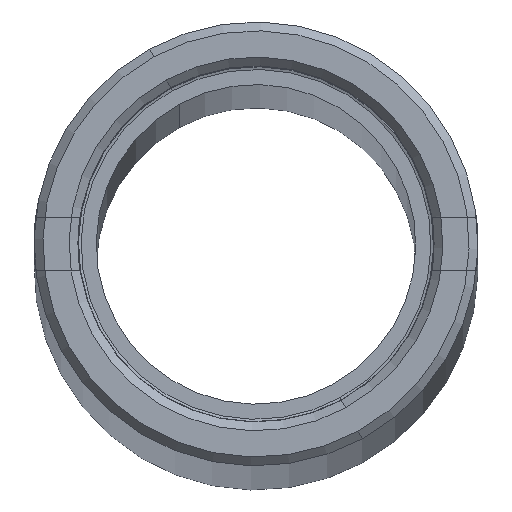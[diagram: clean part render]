
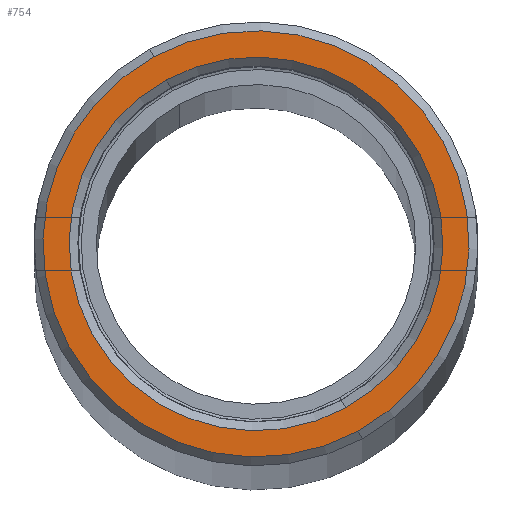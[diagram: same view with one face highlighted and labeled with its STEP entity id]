
A CAD part, top view. The second image highlights one B-rep face of the part: STEP entity #754.
In plain terms, the highlighted planar face has unit normal (0, 0, 1).
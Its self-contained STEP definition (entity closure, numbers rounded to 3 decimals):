
#63=CARTESIAN_POINT('Vertex',(11.506,-21.062,1809.5)) ;
#66=CARTESIAN_POINT('Axis2P3D Location',(0.,0.,1809.5)) ;
#70=CARTESIAN_POINT('Vertex',(-11.506,21.062,1809.5)) ;
#92=CARTESIAN_POINT('Axis2P3D Location',(0.,0.,1809.5)) ;
#118=CARTESIAN_POINT('Vertex',(10.092,-18.473,1809.5)) ;
#134=CARTESIAN_POINT('Vertex',(-10.092,18.473,1809.5)) ;
#137=CARTESIAN_POINT('Axis2P3D Location',(0.,0.,1809.5)) ;
#154=CARTESIAN_POINT('Axis2P3D Location',(0.,0.,1809.5)) ;
#741=CARTESIAN_POINT('Axis2P3D Location',(0.,24.,1809.5)) ;
#67=DIRECTION('Axis2P3D Direction',(0.,0.,-1.)) ;
#93=DIRECTION('Axis2P3D Direction',(0.,0.,-1.)) ;
#138=DIRECTION('Axis2P3D Direction',(0.,0.,1.)) ;
#155=DIRECTION('Axis2P3D Direction',(0.,0.,1.)) ;
#742=DIRECTION('Axis2P3D Direction',(0.,0.,1.)) ;
#743=DIRECTION('Axis2P3D XDirection',(1.,0.,0.)) ;
#68=AXIS2_PLACEMENT_3D('Circle Axis2P3D',#66,#67,$) ;
#94=AXIS2_PLACEMENT_3D('Circle Axis2P3D',#92,#93,$) ;
#139=AXIS2_PLACEMENT_3D('Circle Axis2P3D',#137,#138,$) ;
#156=AXIS2_PLACEMENT_3D('Circle Axis2P3D',#154,#155,$) ;
#744=AXIS2_PLACEMENT_3D('Plane Axis2P3D',#741,#742,#743) ;
#747=ORIENTED_EDGE('',*,*,#96,.T.) ;
#748=ORIENTED_EDGE('',*,*,#72,.T.) ;
#751=ORIENTED_EDGE('',*,*,#141,.F.) ;
#752=ORIENTED_EDGE('',*,*,#158,.F.) ;
#753=FACE_BOUND('',#750,.T.) ;
#754=ADVANCED_FACE('PartBody',(#749,#753),#745,.T.) ;
#69=CIRCLE('generated circle',#68,24.) ;
#95=CIRCLE('generated circle',#94,24.) ;
#140=CIRCLE('generated circle',#139,21.05) ;
#157=CIRCLE('generated circle',#156,21.05) ;
#72=EDGE_CURVE('',#71,#64,#69,.F.) ;
#96=EDGE_CURVE('',#64,#71,#95,.F.) ;
#141=EDGE_CURVE('',#135,#119,#140,.T.) ;
#158=EDGE_CURVE('',#119,#135,#157,.T.) ;
#746=EDGE_LOOP('',(#747,#748)) ;
#750=EDGE_LOOP('',(#751,#752)) ;
#749=FACE_OUTER_BOUND('',#746,.T.) ;
#745=PLANE('',#744) ;
#64=VERTEX_POINT('',#63) ;
#71=VERTEX_POINT('',#70) ;
#119=VERTEX_POINT('',#118) ;
#135=VERTEX_POINT('',#134) ;
